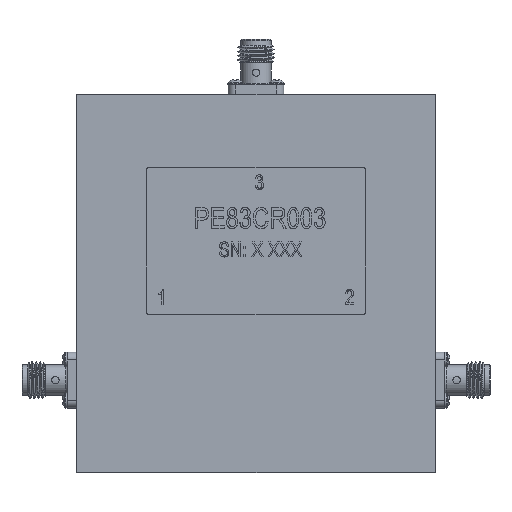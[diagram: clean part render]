
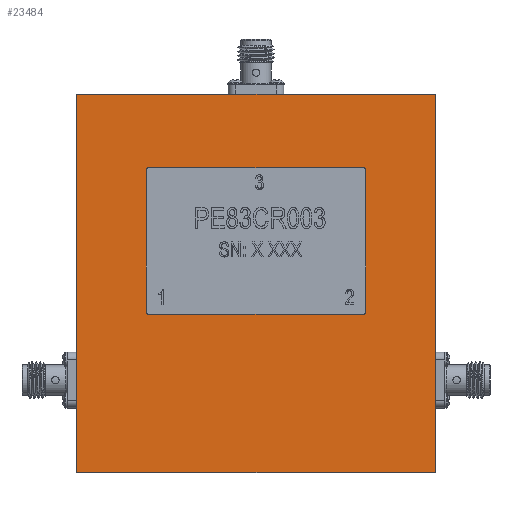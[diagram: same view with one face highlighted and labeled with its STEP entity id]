
A CAD part, top view. The second image highlights one B-rep face of the part: STEP entity #23484.
In plain terms, the highlighted planar face has unit normal (0, 0, 1).
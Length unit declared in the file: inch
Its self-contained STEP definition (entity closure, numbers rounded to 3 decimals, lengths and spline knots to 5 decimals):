
#209 = ORIENTED_EDGE ( 'NONE', *, *, #17046, .F. ) ;
#553 = DIRECTION ( 'NONE',  ( -1., 0., 0. ) ) ;
#714 = CARTESIAN_POINT ( 'NONE',  ( 0.73, 0.76937, 0.57087 ) ) ;
#867 = VECTOR ( 'NONE', #21738, 39.37008 ) ;
#1411 = CARTESIAN_POINT ( 'NONE',  ( -0.73, -0.21063, 0.57087 ) ) ;
#2362 = CARTESIAN_POINT ( 'NONE',  ( 0.75, -0.19063, 0.57087 ) ) ;
#2813 = CIRCLE ( 'NONE', #11307, 0.02 ) ;
#2875 = EDGE_CURVE ( 'NONE', #14516, #9840, #14128, .T. ) ;
#3236 = AXIS2_PLACEMENT_3D ( 'NONE', #11458, #16950, #29099 ) ;
#3954 = VECTOR ( 'NONE', #25640, 39.37008 ) ;
#3995 = DIRECTION ( 'NONE',  ( -1., 0., 0. ) ) ;
#4064 = DIRECTION ( 'NONE',  ( -1., 0., 0. ) ) ;
#4069 = CARTESIAN_POINT ( 'NONE',  ( -0.73, 0.78937, 0.57087 ) ) ;
#4358 = ORIENTED_EDGE ( 'NONE', *, *, #5600, .F. ) ;
#4962 = ORIENTED_EDGE ( 'NONE', *, *, #20802, .F. ) ;
#5102 = EDGE_CURVE ( 'NONE', #30009, #14516, #5139, .T. ) ;
#5139 = LINE ( 'NONE', #20470, #9067 ) ;
#5485 = EDGE_CURVE ( 'NONE', #25374, #21196, #8568, .T. ) ;
#5600 = EDGE_CURVE ( 'NONE', #21196, #9347, #8382, .T. ) ;
#5809 = CARTESIAN_POINT ( 'NONE',  ( -1.22047, -1.28937, 0.57087 ) ) ;
#6044 = DIRECTION ( 'NONE',  ( 0., 0., 1. ) ) ;
#6357 = FACE_OUTER_BOUND ( 'NONE', #24556, .T. ) ;
#6459 = CARTESIAN_POINT ( 'NONE',  ( -0.73, -0.21063, 0.57087 ) ) ;
#6990 = DIRECTION ( 'NONE',  ( 0., 1., 0. ) ) ;
#7391 = CARTESIAN_POINT ( 'NONE',  ( 0.75, 0.76937, 0.57087 ) ) ;
#7571 = ORIENTED_EDGE ( 'NONE', *, *, #2875, .T. ) ;
#8271 = EDGE_CURVE ( 'NONE', #25672, #24245, #9607, .T. ) ;
#8382 = LINE ( 'NONE', #31017, #18664 ) ;
#8533 = DIRECTION ( 'NONE',  ( 0., 0., -1. ) ) ;
#8568 = CIRCLE ( 'NONE', #10169, 0.02 ) ;
#9024 = CARTESIAN_POINT ( 'NONE',  ( 0., 0., 0.57087 ) ) ;
#9067 = VECTOR ( 'NONE', #30782, 39.37008 ) ;
#9347 = VERTEX_POINT ( 'NONE', #4069 ) ;
#9412 = EDGE_CURVE ( 'NONE', #13370, #25672, #26901, .T. ) ;
#9570 = CARTESIAN_POINT ( 'NONE',  ( -0.75, -0.19063, 0.57087 ) ) ;
#9607 = CIRCLE ( 'NONE', #3236, 0.02 ) ;
#9771 = CARTESIAN_POINT ( 'NONE',  ( 0.73, -0.21063, 0.57087 ) ) ;
#9840 = VERTEX_POINT ( 'NONE', #30018 ) ;
#10169 = AXIS2_PLACEMENT_3D ( 'NONE', #714, #6044, #553 ) ;
#10470 = CARTESIAN_POINT ( 'NONE',  ( 1.22047, -1.28937, 0.57087 ) ) ;
#11307 = AXIS2_PLACEMENT_3D ( 'NONE', #30353, #30514, #25370 ) ;
#11458 = CARTESIAN_POINT ( 'NONE',  ( 0.73, -0.19063, 0.57087 ) ) ;
#11664 = CARTESIAN_POINT ( 'NONE',  ( -1.22047, 1.28937, 0.57087 ) ) ;
#11825 = LINE ( 'NONE', #11664, #25971 ) ;
#12416 = VERTEX_POINT ( 'NONE', #9570 ) ;
#12659 = LINE ( 'NONE', #32962, #24964 ) ;
#12811 = VERTEX_POINT ( 'NONE', #26859 ) ;
#13370 = VERTEX_POINT ( 'NONE', #6459 ) ;
#14008 = CARTESIAN_POINT ( 'NONE',  ( -0.75, 0.76937, 0.57087 ) ) ;
#14128 = LINE ( 'NONE', #5809, #23903 ) ;
#14286 = AXIS2_PLACEMENT_3D ( 'NONE', #16721, #17058, #4064 ) ;
#14516 = VERTEX_POINT ( 'NONE', #15567 ) ;
#15454 = LINE ( 'NONE', #10470, #3954 ) ;
#15567 = CARTESIAN_POINT ( 'NONE',  ( -1.22047, -1.28937, 0.57087 ) ) ;
#15582 = VECTOR ( 'NONE', #18834, 39.37008 ) ;
#16024 = DIRECTION ( 'NONE',  ( -1., 0., 0. ) ) ;
#16054 = EDGE_CURVE ( 'NONE', #9840, #22526, #15454, .T. ) ;
#16162 = LINE ( 'NONE', #14008, #15582 ) ;
#16314 = ORIENTED_EDGE ( 'NONE', *, *, #5102, .T. ) ;
#16504 = DIRECTION ( 'NONE',  ( -1., 0., 0. ) ) ;
#16565 = ORIENTED_EDGE ( 'NONE', *, *, #26716, .F. ) ;
#16721 = CARTESIAN_POINT ( 'NONE',  ( -0.73, 0.76937, 0.57087 ) ) ;
#16880 = EDGE_CURVE ( 'NONE', #22526, #30009, #11825, .T. ) ;
#16950 = DIRECTION ( 'NONE',  ( 0., 0., 1. ) ) ;
#17046 = EDGE_CURVE ( 'NONE', #9347, #12811, #28627, .T. ) ;
#17058 = DIRECTION ( 'NONE',  ( 0., 0., 1. ) ) ;
#17678 = AXIS2_PLACEMENT_3D ( 'NONE', #9024, #8533, #16504 ) ;
#18509 = CARTESIAN_POINT ( 'NONE',  ( 0.73, 0.78937, 0.57087 ) ) ;
#18597 = EDGE_LOOP ( 'NONE', ( #21122, #16565, #19265, #27565, #24820, #4962, #209, #4358 ) ) ;
#18664 = VECTOR ( 'NONE', #16024, 39.37008 ) ;
#18834 = DIRECTION ( 'NONE',  ( 0., -1., 0. ) ) ;
#19265 = ORIENTED_EDGE ( 'NONE', *, *, #8271, .F. ) ;
#20470 = CARTESIAN_POINT ( 'NONE',  ( -1.22047, -1.28937, 0.57087 ) ) ;
#20693 = EDGE_CURVE ( 'NONE', #12416, #13370, #2813, .T. ) ;
#20802 = EDGE_CURVE ( 'NONE', #12811, #12416, #16162, .T. ) ;
#21122 = ORIENTED_EDGE ( 'NONE', *, *, #5485, .F. ) ;
#21187 = PLANE ( 'NONE',  #17678 ) ;
#21196 = VERTEX_POINT ( 'NONE', #18509 ) ;
#21738 = DIRECTION ( 'NONE',  ( 1., 0., 0. ) ) ;
#22526 = VERTEX_POINT ( 'NONE', #27257 ) ;
#23484 = ADVANCED_FACE ( 'NONE', ( #6357, #31810 ), #21187, .F. ) ;
#23903 = VECTOR ( 'NONE', #28781, 39.37008 ) ;
#24245 = VERTEX_POINT ( 'NONE', #2362 ) ;
#24556 = EDGE_LOOP ( 'NONE', ( #29174, #26761, #16314, #7571 ) ) ;
#24820 = ORIENTED_EDGE ( 'NONE', *, *, #20693, .F. ) ;
#24964 = VECTOR ( 'NONE', #6990, 39.37008 ) ;
#25370 = DIRECTION ( 'NONE',  ( -1., 0., 0. ) ) ;
#25374 = VERTEX_POINT ( 'NONE', #7391 ) ;
#25640 = DIRECTION ( 'NONE',  ( 0., 1., 0. ) ) ;
#25672 = VERTEX_POINT ( 'NONE', #9771 ) ;
#25906 = CARTESIAN_POINT ( 'NONE',  ( -1.22047, 1.28937, 0.57087 ) ) ;
#25971 = VECTOR ( 'NONE', #3995, 39.37008 ) ;
#26716 = EDGE_CURVE ( 'NONE', #24245, #25374, #12659, .T. ) ;
#26761 = ORIENTED_EDGE ( 'NONE', *, *, #16880, .T. ) ;
#26859 = CARTESIAN_POINT ( 'NONE',  ( -0.75, 0.76937, 0.57087 ) ) ;
#26901 = LINE ( 'NONE', #1411, #867 ) ;
#27257 = CARTESIAN_POINT ( 'NONE',  ( 1.22047, 1.28937, 0.57087 ) ) ;
#27565 = ORIENTED_EDGE ( 'NONE', *, *, #9412, .F. ) ;
#28627 = CIRCLE ( 'NONE', #14286, 0.02 ) ;
#28781 = DIRECTION ( 'NONE',  ( 1., 0., 0. ) ) ;
#29099 = DIRECTION ( 'NONE',  ( -1., 0., 0. ) ) ;
#29174 = ORIENTED_EDGE ( 'NONE', *, *, #16054, .T. ) ;
#30009 = VERTEX_POINT ( 'NONE', #25906 ) ;
#30018 = CARTESIAN_POINT ( 'NONE',  ( 1.22047, -1.28937, 0.57087 ) ) ;
#30353 = CARTESIAN_POINT ( 'NONE',  ( -0.73, -0.19063, 0.57087 ) ) ;
#30514 = DIRECTION ( 'NONE',  ( 0., 0., 1. ) ) ;
#30782 = DIRECTION ( 'NONE',  ( 0., -1., 0. ) ) ;
#31017 = CARTESIAN_POINT ( 'NONE',  ( -0.73, 0.78937, 0.57087 ) ) ;
#31810 = FACE_BOUND ( 'NONE', #18597, .T. ) ;
#32962 = CARTESIAN_POINT ( 'NONE',  ( 0.75, 0.76937, 0.57087 ) ) ;
